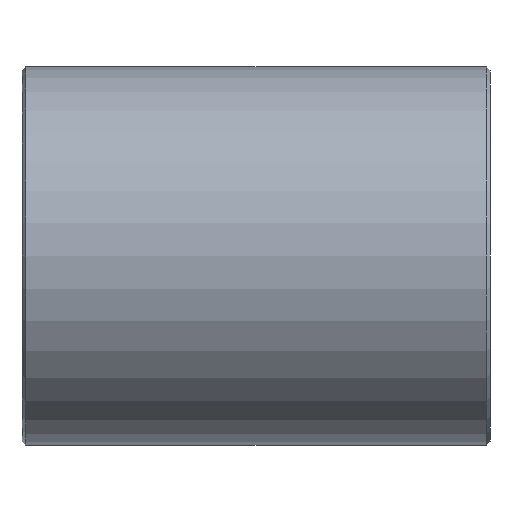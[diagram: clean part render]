
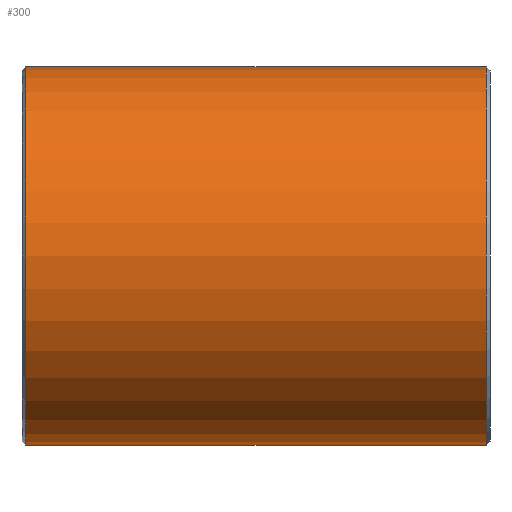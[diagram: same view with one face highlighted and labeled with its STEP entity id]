
A CAD part, front view. The second image highlights one B-rep face of the part: STEP entity #300.
In plain terms, the highlighted cylindrical face has radius 18.986 mm (diameter 37.973 mm), a partial arc.
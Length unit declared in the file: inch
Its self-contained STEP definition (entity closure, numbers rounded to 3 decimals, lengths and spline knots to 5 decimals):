
#38 = DIRECTION ( 'NONE',  ( -1., 0., 0. ) ) ;
#50 = CARTESIAN_POINT ( 'NONE',  ( -1.89102, 0., 0. ) ) ;
#159 = DIRECTION ( 'NONE',  ( 0., 0., -1. ) ) ;
#164 = CARTESIAN_POINT ( 'NONE',  ( -1.89102, 0., -0.7475 ) ) ;
#191 = CARTESIAN_POINT ( 'NONE',  ( 0.015, 0., 0. ) ) ;
#219 = DIRECTION ( 'NONE',  ( -1., 0., 0. ) ) ;
#234 = DIRECTION ( 'NONE',  ( 1., 0., 0. ) ) ;
#236 = CARTESIAN_POINT ( 'NONE',  ( 1.835, 0., 0. ) ) ;
#256 = VERTEX_POINT ( 'NONE', #374 ) ;
#257 = VERTEX_POINT ( 'NONE', #334 ) ;
#278 = VERTEX_POINT ( 'NONE', #327 ) ;
#280 = VERTEX_POINT ( 'NONE', #344 ) ;
#300 = ADVANCED_FACE ( 'NONE', ( #603 ), #592, .T. ) ;
#327 = CARTESIAN_POINT ( 'NONE',  ( 0.015, 0., -0.7475 ) ) ;
#334 = CARTESIAN_POINT ( 'NONE',  ( 1.835, 0., -0.7475 ) ) ;
#344 = CARTESIAN_POINT ( 'NONE',  ( 1.835, 0., 0.7475 ) ) ;
#374 = CARTESIAN_POINT ( 'NONE',  ( 0.015, 0., 0.7475 ) ) ;
#399 = ORIENTED_EDGE ( 'NONE', *, *, #765, .T. ) ;
#403 = ORIENTED_EDGE ( 'NONE', *, *, #738, .F. ) ;
#438 = ORIENTED_EDGE ( 'NONE', *, *, #733, .T. ) ;
#460 = EDGE_LOOP ( 'NONE', ( #403, #438, #520, #399 ) ) ;
#520 = ORIENTED_EDGE ( 'NONE', *, *, #735, .T. ) ;
#592 = CYLINDRICAL_SURFACE ( 'NONE', #792, 0.7475 ) ;
#603 = FACE_OUTER_BOUND ( 'NONE', #460, .T. ) ;
#624 = LINE ( 'NONE', #164, #639 ) ;
#632 = CIRCLE ( 'NONE', #831, 0.7475 ) ;
#633 = LINE ( 'NONE', #905, #634 ) ;
#634 = VECTOR ( 'NONE', #219, 39.37008 ) ;
#639 = VECTOR ( 'NONE', #935, 39.37008 ) ;
#675 = CIRCLE ( 'NONE', #843, 0.7475 ) ;
#733 = EDGE_CURVE ( 'NONE', #257, #280, #632, .T. ) ;
#735 = EDGE_CURVE ( 'NONE', #280, #256, #633, .T. ) ;
#738 = EDGE_CURVE ( 'NONE', #257, #278, #624, .T. ) ;
#765 = EDGE_CURVE ( 'NONE', #256, #278, #675, .T. ) ;
#792 = AXIS2_PLACEMENT_3D ( 'NONE', #50, #38, #913 ) ;
#831 = AXIS2_PLACEMENT_3D ( 'NONE', #236, #915, #903 ) ;
#843 = AXIS2_PLACEMENT_3D ( 'NONE', #191, #234, #159 ) ;
#903 = DIRECTION ( 'NONE',  ( 0., 0., 1. ) ) ;
#905 = CARTESIAN_POINT ( 'NONE',  ( -1.89102, 0., 0.7475 ) ) ;
#913 = DIRECTION ( 'NONE',  ( 0., 0., 1. ) ) ;
#915 = DIRECTION ( 'NONE',  ( -1., 0., 0. ) ) ;
#935 = DIRECTION ( 'NONE',  ( -1., 0., 0. ) ) ;
